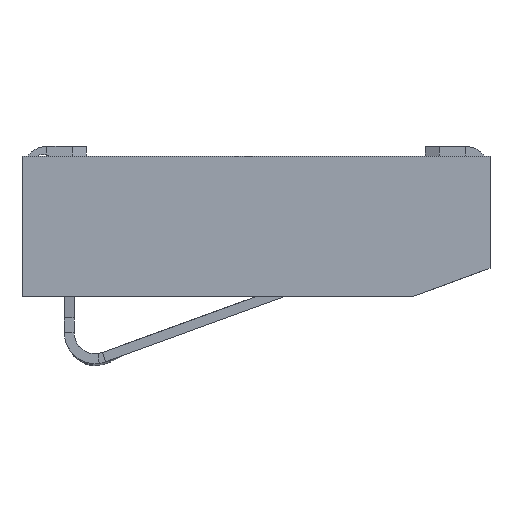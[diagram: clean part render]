
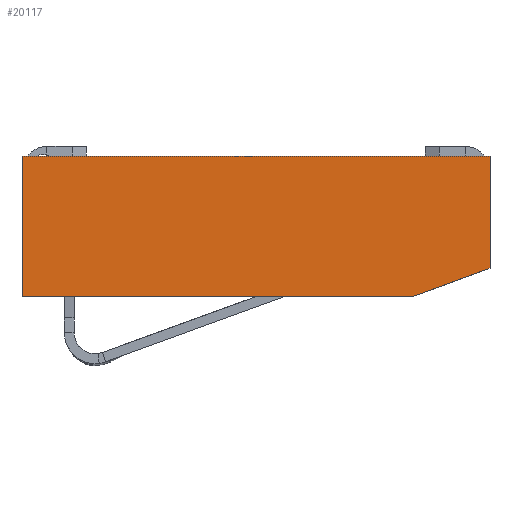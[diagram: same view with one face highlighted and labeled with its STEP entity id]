
A CAD part, left-side view. The second image highlights one B-rep face of the part: STEP entity #20117.
In plain terms, the highlighted planar face has unit normal (-1, 0, 0).
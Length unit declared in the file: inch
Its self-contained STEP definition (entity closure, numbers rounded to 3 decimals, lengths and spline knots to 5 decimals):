
#29=DIRECTION('',(0.,-1.,0.));
#30=VECTOR('',#29,0.27905);
#31=CARTESIAN_POINT('',(-0.1485,0.1863,-0.05));
#32=LINE('',#31,#30);
#1017=DIRECTION('',(0.,-1.,0.));
#1018=VECTOR('',#1017,0.334);
#1019=CARTESIAN_POINT('',(-0.1485,0.1863,0.05));
#1020=LINE('',#1019,#1018);
#2836=DIRECTION('',(0.,0.,1.));
#2837=VECTOR('',#2836,0.08);
#2838=CARTESIAN_POINT('',(-0.1485,-0.1477,-0.03));
#2839=LINE('',#2838,#2837);
#7126=DIRECTION('',(0.,-0.94,0.342));
#7127=VECTOR('',#7126,0.05848);
#7128=CARTESIAN_POINT('',(-0.1485,-0.09275,-0.05));
#7129=LINE('',#7128,#7127);
#7133=DIRECTION('',(0.,0.,1.));
#7134=VECTOR('',#7133,0.1);
#7135=CARTESIAN_POINT('',(-0.1485,0.1863,-0.05));
#7136=LINE('',#7135,#7134);
#11899=CARTESIAN_POINT('',(-0.1485,0.1863,0.05));
#11900=CARTESIAN_POINT('',(-0.1485,-0.1477,0.05));
#11901=VERTEX_POINT('',#11899);
#11902=VERTEX_POINT('',#11900);
#11903=CARTESIAN_POINT('',(-0.1485,0.1863,-0.05));
#11904=VERTEX_POINT('',#11903);
#11909=CARTESIAN_POINT('',(-0.1485,-0.09275,-0.05));
#11910=CARTESIAN_POINT('',(-0.1485,-0.1477,-0.03));
#11911=VERTEX_POINT('',#11909);
#11912=VERTEX_POINT('',#11910);
#20105=CARTESIAN_POINT('',(-0.1485,0.1863,-0.05));
#20106=DIRECTION('',(-1.,0.,0.));
#20107=DIRECTION('',(0.,-1.,0.));
#20108=AXIS2_PLACEMENT_3D('',#20105,#20106,#20107);
#20109=PLANE('',#20108);
#20110=ORIENTED_EDGE('',*,*,#20003,.F.);
#20111=ORIENTED_EDGE('',*,*,#13837,.F.);
#20112=ORIENTED_EDGE('',*,*,#15315,.T.);
#20113=ORIENTED_EDGE('',*,*,#14443,.T.);
#20114=ORIENTED_EDGE('',*,*,#15583,.F.);
#20115=EDGE_LOOP('',(#20110,#20111,#20112,#20113,#20114));
#20116=FACE_OUTER_BOUND('',#20115,.F.);
#13837=EDGE_CURVE('',#11904,#11911,#32,.T.);
#14443=EDGE_CURVE('',#11901,#11902,#1020,.T.);
#15315=EDGE_CURVE('',#11904,#11901,#7136,.T.);
#15583=EDGE_CURVE('',#11912,#11902,#2839,.T.);
#20003=EDGE_CURVE('',#11911,#11912,#7129,.T.);
#20117=ADVANCED_FACE('',(#20116),#20109,.T.);
